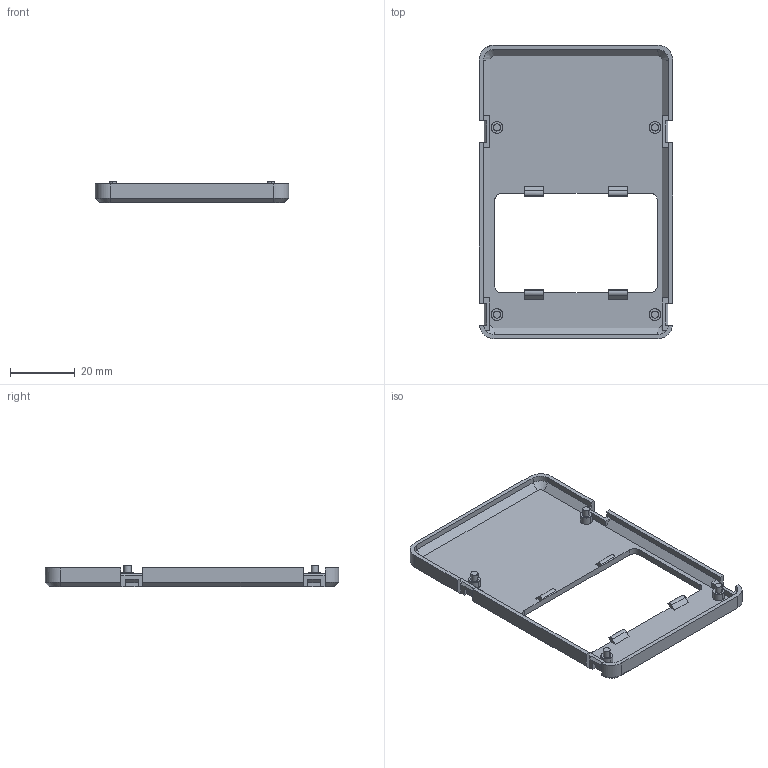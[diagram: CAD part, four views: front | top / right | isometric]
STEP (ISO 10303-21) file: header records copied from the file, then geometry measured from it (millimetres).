
FILE_DESCRIPTION(/* description */ (''),/* implementation_level */ '2;1');
FILE_NAME(/* name */ 'RASPBE~3',/* time_stamp */ '2018-03-11T19:53:38+01:00',/* author */ (''),/* organization */ (''),/* preprocessor_version */ 'ST-DEVELOPER v15',/* originating_system */ '',/* authorisation */ '');
FILE_SCHEMA (('AUTOMOTIVE_DESIGN'));
Length unit declared in the file: millimetre
Products named in the file (1): Document
Bounding box: 60 x 91 x 6.6 mm (x, y, z)
Surface area: 10545.2 mm2 (no closed solid volume)
Topology: 0 solids, 1 shells, 151 faces, 392 edges, 249 vertices
Faces by surface type: plane 110, bspline 41
Entity records: 4674 total; most frequent: CARTESIAN_POINT 2109, ORIENTED_EDGE 780, EDGE_CURVE 392, B_SPLINE_CURVE_WITH_KNOTS 316, VERTEX_POINT 249, EDGE_LOOP 161, ADVANCED_FACE 151, FACE_OUTER_BOUND 151
